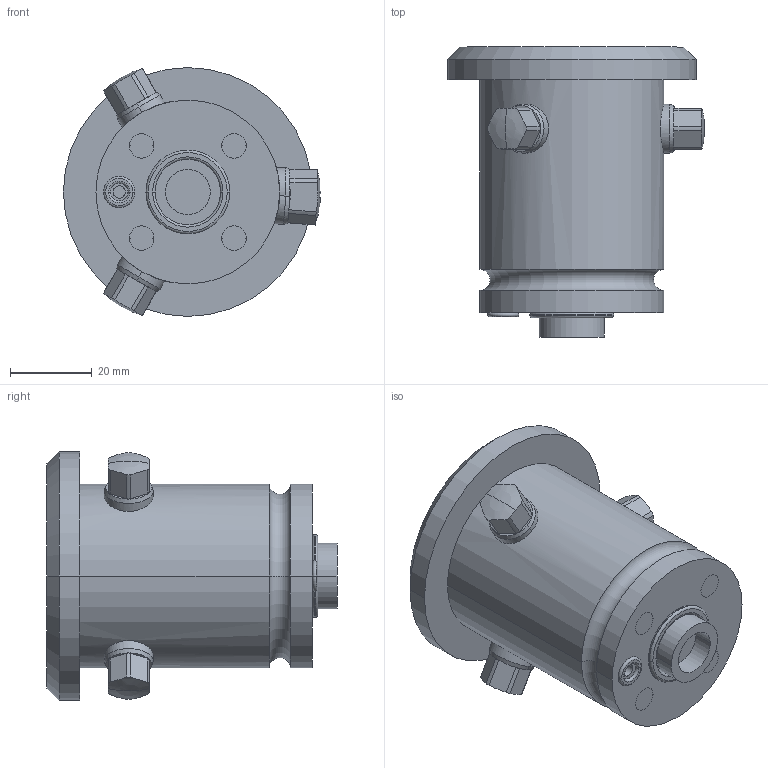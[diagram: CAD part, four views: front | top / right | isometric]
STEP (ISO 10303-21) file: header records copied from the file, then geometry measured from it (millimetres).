
FILE_DESCRIPTION((''),'2;1');
FILE_NAME('ILC15822101','2020-05-04T',('jweaver'),(''),'PRO/ENGINEER BY PARAMETRIC TECHNOLOGY CORPORATION, 2013320','PRO/ENGINEER BY PARAMETRIC TECHNOLOGY CORPORATION, 2013320','');
FILE_SCHEMA(('AUTOMOTIVE_DESIGN { 1 0 10303 214 1 1 1 1 }'));
Length unit declared in the file: inch
Products named in the file (1): ILC15822101
Bounding box: 62.95 x 71 x 60.9 mm (x, y, z)
Volume: 113685.2 mm3; surface area: 20046.1 mm2
Topology: 1 solids, 9 shells, 177 faces, 407 edges, 246 vertices
Faces by surface type: cylinder 62, plane 59, cone 34, torus 14, sphere 8
Entity records: 7068 total; most frequent: CARTESIAN_POINT 1179, DIRECTION 936, ORIENTED_EDGE 774, PRESENTATION_STYLE_ASSIGNMENT 436, AXIS2_PLACEMENT_3D 399, STYLED_ITEM 396, CURVE_STYLE 391, EDGE_CURVE 391
